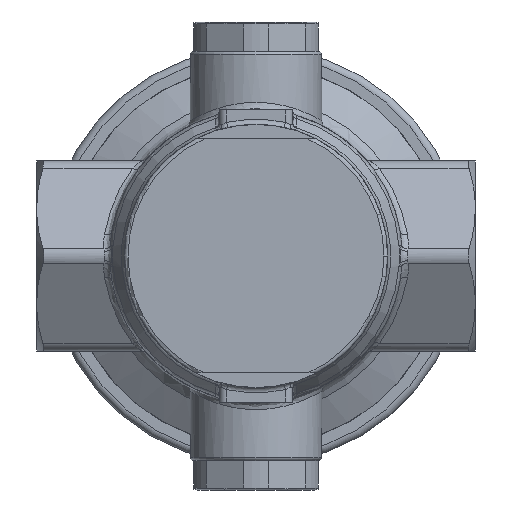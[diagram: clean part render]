
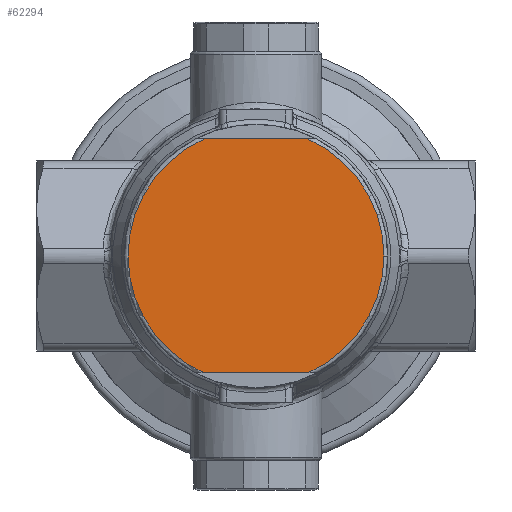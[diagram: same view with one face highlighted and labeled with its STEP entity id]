
A CAD part, front view. The second image highlights one B-rep face of the part: STEP entity #62294.
In plain terms, the highlighted planar face has unit normal (0, -1, 0).
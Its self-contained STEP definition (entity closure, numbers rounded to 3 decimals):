
#614 = ORIENTED_EDGE ( 'NONE', *, *, #26611, .T. ) ;
#2276 = VECTOR ( 'NONE', #37586, 1000. ) ;
#2466 = VERTEX_POINT ( 'NONE', #52728 ) ;
#3269 = CARTESIAN_POINT ( 'NONE',  ( 0., -6., 0. ) ) ;
#3978 = AXIS2_PLACEMENT_3D ( 'NONE', #66192, #9940, #75676 ) ;
#6320 = ORIENTED_EDGE ( 'NONE', *, *, #26491, .T. ) ;
#9940 = DIRECTION ( 'NONE',  ( 0., -1., 0. ) ) ;
#10789 = EDGE_LOOP ( 'NONE', ( #614, #96549, #42948, #6320, #49322 ) ) ;
#12686 = DIRECTION ( 'NONE',  ( 1., 0., 0. ) ) ;
#15897 = VERTEX_POINT ( 'NONE', #38163 ) ;
#16352 = CARTESIAN_POINT ( 'NONE',  ( 17.5, -6., 0. ) ) ;
#18910 = CARTESIAN_POINT ( 'NONE',  ( 0., -6., 0. ) ) ;
#23695 = EDGE_CURVE ( 'NONE', #2466, #62609, #37471, .T. ) ;
#24153 = AXIS2_PLACEMENT_3D ( 'NONE', #18910, #84610, #28392 ) ;
#25086 = CIRCLE ( 'NONE', #80338, 17.5 ) ;
#26491 = EDGE_CURVE ( 'NONE', #121166, #15897, #59636, .T. ) ;
#26611 = EDGE_CURVE ( 'NONE', #31558, #2466, #27321, .T. ) ;
#27321 = LINE ( 'NONE', #93794, #2276 ) ;
#28392 = DIRECTION ( 'NONE',  ( 1., 0., 0. ) ) ;
#31558 = VERTEX_POINT ( 'NONE', #81136 ) ;
#37471 = CIRCLE ( 'NONE', #3978, 17.5 ) ;
#37586 = DIRECTION ( 'NONE',  ( 1., 0., 0. ) ) ;
#38163 = CARTESIAN_POINT ( 'NONE',  ( -7.089, -6., 16. ) ) ;
#42948 = ORIENTED_EDGE ( 'NONE', *, *, #46764, .T. ) ;
#46764 = EDGE_CURVE ( 'NONE', #62609, #121166, #25086, .T. ) ;
#49322 = ORIENTED_EDGE ( 'NONE', *, *, #77909, .T. ) ;
#49538 = CARTESIAN_POINT ( 'NONE',  ( 0., -6., 0. ) ) ;
#52728 = CARTESIAN_POINT ( 'NONE',  ( 7.089, -6., -16. ) ) ;
#58959 = DIRECTION ( 'NONE',  ( 1., 0., 0. ) ) ;
#59636 = LINE ( 'NONE', #119283, #81680 ) ;
#61867 = CIRCLE ( 'NONE', #24153, 17.5 ) ;
#62294 = ADVANCED_FACE ( 'NONE', ( #86558 ), #114186, .F. ) ;
#62609 = VERTEX_POINT ( 'NONE', #16352 ) ;
#65631 = AXIS2_PLACEMENT_3D ( 'NONE', #3269, #68951, #12686 ) ;
#66192 = CARTESIAN_POINT ( 'NONE',  ( 0., -6., 0. ) ) ;
#68951 = DIRECTION ( 'NONE',  ( 0., 1., 0. ) ) ;
#75676 = DIRECTION ( 'NONE',  ( 1., 0., 0. ) ) ;
#77909 = EDGE_CURVE ( 'NONE', #15897, #31558, #61867, .T. ) ;
#80338 = AXIS2_PLACEMENT_3D ( 'NONE', #49538, #115245, #58959 ) ;
#81136 = CARTESIAN_POINT ( 'NONE',  ( -7.089, -6., -16. ) ) ;
#81680 = VECTOR ( 'NONE', #118488, 1000. ) ;
#84610 = DIRECTION ( 'NONE',  ( 0., -1., 0. ) ) ;
#86558 = FACE_OUTER_BOUND ( 'NONE', #10789, .T. ) ;
#93794 = CARTESIAN_POINT ( 'NONE',  ( -15., -6., -16. ) ) ;
#96549 = ORIENTED_EDGE ( 'NONE', *, *, #23695, .T. ) ;
#111071 = CARTESIAN_POINT ( 'NONE',  ( 7.089, -6., 16. ) ) ;
#114186 = PLANE ( 'NONE',  #65631 ) ;
#115245 = DIRECTION ( 'NONE',  ( 0., -1., 0. ) ) ;
#118488 = DIRECTION ( 'NONE',  ( -1., 0., 0. ) ) ;
#119283 = CARTESIAN_POINT ( 'NONE',  ( -15., -6., 16. ) ) ;
#121166 = VERTEX_POINT ( 'NONE', #111071 ) ;
